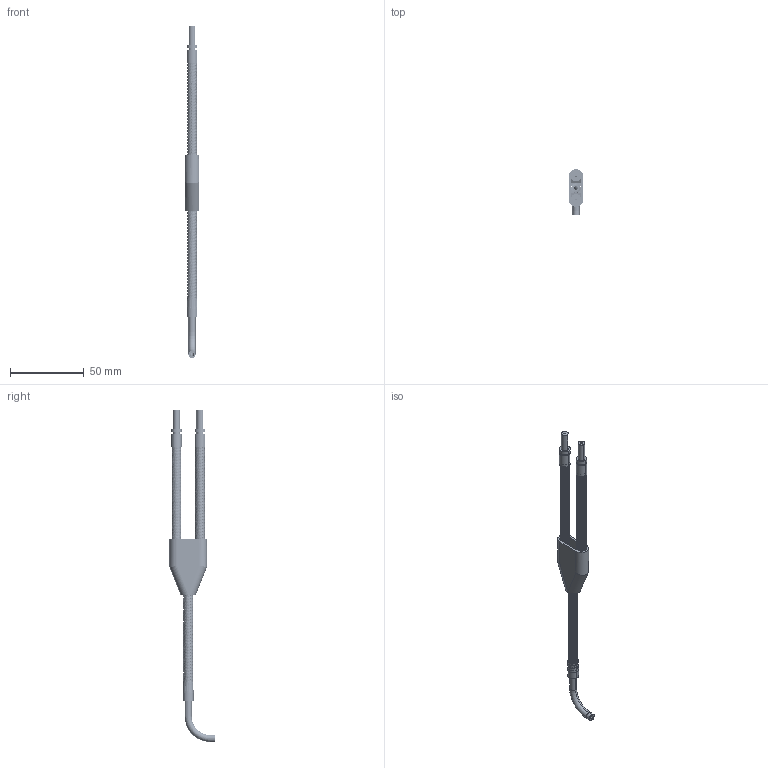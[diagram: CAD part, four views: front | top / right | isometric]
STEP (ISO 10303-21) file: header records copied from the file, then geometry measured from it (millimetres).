
FILE_DESCRIPTION((''),'2;1');
FILE_NAME('161919_ASM','2016-02-09T',('pdmadmin'),(''),'PRO/ENGINEER BY PARAMETRIC TECHNOLOGY CORPORATION, 2013230','PRO/ENGINEER BY PARAMETRIC TECHNOLOGY CORPORATION, 2013230','');
FILE_SCHEMA(('CONFIG_CONTROL_DESIGN'));
Length unit declared in the file: inch
Products named in the file (6): SHRINK_TUBE_3X-25_X_1-5; SS_TUBING_25; COLLAR_-5_X_-29; PROBE_90DEG_X_1-1_X-8_X-187DIA; TERMINUS_-29; 161919_ASM
Assembly tree (8 placements, depth 2):
  161919_ASM
    SHRINK_TUBE_3X-25_X_1-5
    SS_TUBING_25  x3
    COLLAR_-5_X_-29
    PROBE_90DEG_X_1-1_X-8_X-187DIA
    TERMINUS_-29  x2
Bounding box: 10.16 x 30.63 x 224.88 mm (x, y, z)
Volume: 7769.8 mm3; surface area: 21907.6 mm2
Topology: 8 solids, 8 shells, 420 faces, 870 edges, 472 vertices
Faces by surface type: bspline 324, cylinder 48, plane 34, cone 10, torus 4
Entity records: 30147 total; most frequent: CARTESIAN_POINT 26761, ORIENTED_EDGE 736, DIRECTION 490, EDGE_CURVE 368, VERTEX_POINT 204, EDGE_LOOP 188, VECTOR 184, LINE 184
